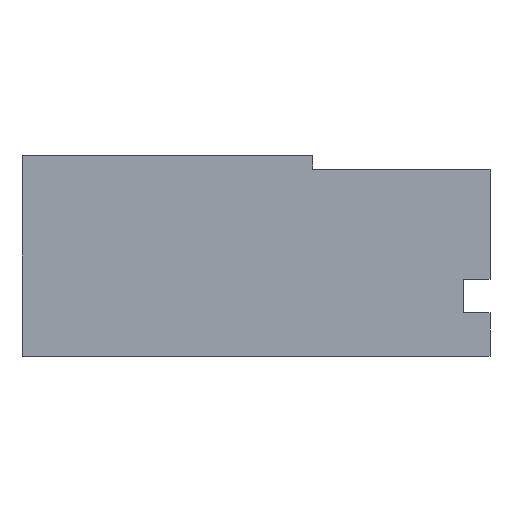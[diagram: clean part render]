
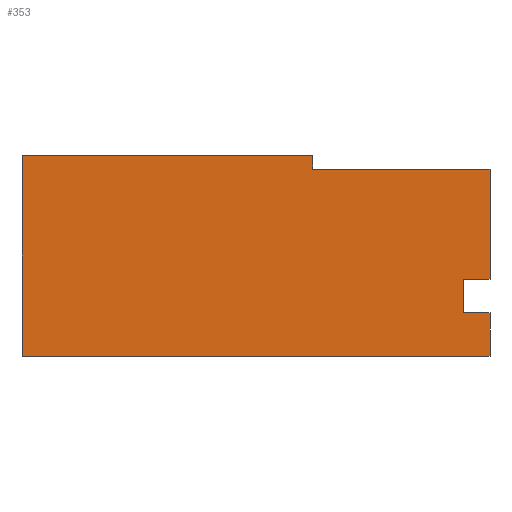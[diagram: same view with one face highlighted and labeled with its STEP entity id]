
A CAD part, front view. The second image highlights one B-rep face of the part: STEP entity #353.
In plain terms, the highlighted planar face has unit normal (0, -1, 0).
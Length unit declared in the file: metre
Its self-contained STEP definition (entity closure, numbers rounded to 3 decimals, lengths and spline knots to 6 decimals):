
#82=ORIENTED_EDGE('',*,*,#129,.T.);
#83=ORIENTED_EDGE('',*,*,#148,.T.);
#84=ORIENTED_EDGE('',*,*,#154,.T.);
#85=ORIENTED_EDGE('',*,*,#145,.T.);
#86=ORIENTED_EDGE('',*,*,#142,.T.);
#87=ORIENTED_EDGE('',*,*,#139,.T.);
#88=ORIENTED_EDGE('',*,*,#152,.T.);
#89=ORIENTED_EDGE('',*,*,#134,.T.);
#90=ORIENTED_EDGE('',*,*,#149,.T.);
#91=ORIENTED_EDGE('',*,*,#130,.T.);
#129=EDGE_CURVE('',#171,#172,#209,.T.);
#130=EDGE_CURVE('',#173,#171,#210,.T.);
#134=EDGE_CURVE('',#177,#176,#214,.T.);
#139=EDGE_CURVE('',#179,#181,#219,.T.);
#142=EDGE_CURVE('',#183,#179,#222,.T.);
#145=EDGE_CURVE('',#185,#183,#225,.T.);
#148=EDGE_CURVE('',#172,#187,#228,.T.);
#149=EDGE_CURVE('',#176,#173,#229,.T.);
#152=EDGE_CURVE('',#181,#177,#232,.T.);
#154=EDGE_CURVE('',#187,#185,#234,.T.);
#171=VERTEX_POINT('',#515);
#172=VERTEX_POINT('',#517);
#173=VERTEX_POINT('',#521);
#176=VERTEX_POINT('',#528);
#177=VERTEX_POINT('',#530);
#179=VERTEX_POINT('',#535);
#181=VERTEX_POINT('',#539);
#183=VERTEX_POINT('',#544);
#185=VERTEX_POINT('',#550);
#187=VERTEX_POINT('',#557);
#209=LINE('',#518,#257);
#210=LINE('',#520,#258);
#214=LINE('',#529,#262);
#219=LINE('',#540,#267);
#222=LINE('',#546,#270);
#225=LINE('',#552,#273);
#228=LINE('',#558,#276);
#229=LINE('',#560,#277);
#232=LINE('',#564,#280);
#234=LINE('',#567,#282);
#257=VECTOR('',#422,1.);
#258=VECTOR('',#425,1.);
#262=VECTOR('',#431,1.);
#267=VECTOR('',#438,1.);
#270=VECTOR('',#443,1.);
#273=VECTOR('',#448,1.);
#276=VECTOR('',#453,1.);
#277=VECTOR('',#456,1.);
#280=VECTOR('',#461,1.);
#282=VECTOR('',#465,1.);
#299=EDGE_LOOP('',(#82,#83,#84,#85,#86,#87,#88,#89,#90,#91));
#317=FACE_BOUND('',#299,.T.);
#335=PLANE('',#384);
#353=ADVANCED_FACE('',(#317),#335,.F.);
#384=AXIS2_PLACEMENT_3D('',#568,#466,#467);
#422=DIRECTION('',(0.,0.,-1.));
#425=DIRECTION('',(-1.,0.,0.));
#431=DIRECTION('',(-1.,0.,0.));
#438=DIRECTION('',(1.,0.,0.));
#443=DIRECTION('',(0.,0.,1.));
#448=DIRECTION('',(-1.,0.,0.));
#453=DIRECTION('',(1.,0.,0.));
#456=DIRECTION('',(0.,0.,1.));
#461=DIRECTION('',(0.,0.,1.));
#465=DIRECTION('',(0.,0.,1.));
#466=DIRECTION('',(0.,1.,0.));
#467=DIRECTION('',(1.,0.,0.));
#515=CARTESIAN_POINT('',(-0.07,0.,0.03));
#517=CARTESIAN_POINT('',(-0.07,0.,-0.03));
#518=CARTESIAN_POINT('',(-0.07,0.,0.));
#520=CARTESIAN_POINT('',(-0.0265,0.,0.03));
#521=CARTESIAN_POINT('',(0.017,0.,0.03));
#528=CARTESIAN_POINT('',(0.017,0.,0.026));
#529=CARTESIAN_POINT('',(0.0435,0.,0.026));
#530=CARTESIAN_POINT('',(0.07,0.,0.026));
#535=CARTESIAN_POINT('',(0.062,0.,-0.007));
#539=CARTESIAN_POINT('',(0.07,0.,-0.007));
#540=CARTESIAN_POINT('',(0.066,0.,-0.007));
#544=CARTESIAN_POINT('',(0.062,0.,-0.017));
#546=CARTESIAN_POINT('',(0.062,0.,-0.012));
#550=CARTESIAN_POINT('',(0.07,0.,-0.017));
#552=CARTESIAN_POINT('',(0.066,0.,-0.017));
#557=CARTESIAN_POINT('',(0.07,0.,-0.03));
#558=CARTESIAN_POINT('',(0.,0.,-0.03));
#560=CARTESIAN_POINT('',(0.017,0.,0.028));
#564=CARTESIAN_POINT('',(0.07,0.,0.0095));
#567=CARTESIAN_POINT('',(0.07,0.,-0.0235));
#568=CARTESIAN_POINT('',(0.,0.,0.));
